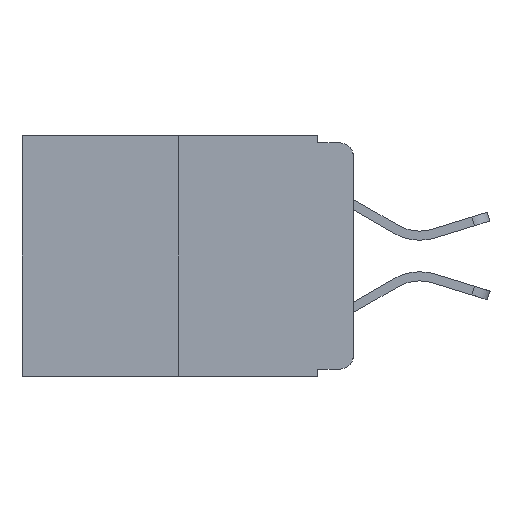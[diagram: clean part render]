
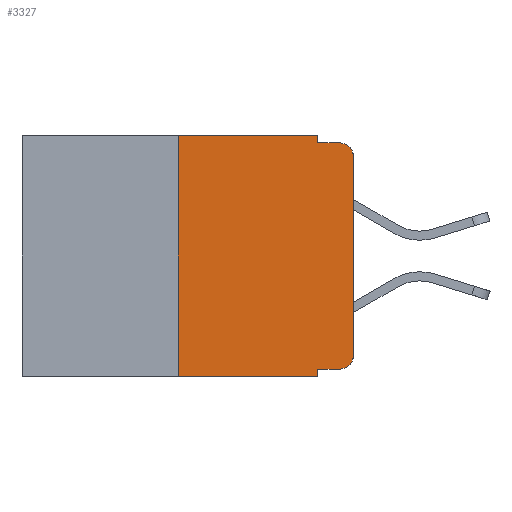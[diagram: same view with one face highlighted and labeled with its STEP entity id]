
A CAD part, left-side view. The second image highlights one B-rep face of the part: STEP entity #3327.
In plain terms, the highlighted planar face has unit normal (-1, 0, 0).
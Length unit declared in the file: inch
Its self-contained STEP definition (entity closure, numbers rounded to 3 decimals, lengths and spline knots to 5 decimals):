
#365 = EDGE_CURVE ( 'NONE', #7645, #11887, #9426, .T. ) ;
#411 = CARTESIAN_POINT ( 'NONE',  ( 0., 0.051, 0. ) ) ;
#500 = AXIS2_PLACEMENT_3D ( 'NONE', #1461, #2387, #12219 ) ;
#599 = CARTESIAN_POINT ( 'NONE',  ( 0., 0.473, -0.343 ) ) ;
#674 = AXIS2_PLACEMENT_3D ( 'NONE', #1530, #10506, #7113 ) ;
#735 = CARTESIAN_POINT ( 'NONE',  ( 0., 0.25, 0. ) ) ;
#916 = LINE ( 'NONE', #9305, #12695 ) ;
#1068 = DIRECTION ( 'NONE',  ( 0., 0., -1. ) ) ;
#1163 = EDGE_CURVE ( 'NONE', #11155, #10849, #7356, .T. ) ;
#1251 = DIRECTION ( 'NONE',  ( 0., -1., 0. ) ) ;
#1461 = CARTESIAN_POINT ( 'NONE',  ( 0., 0.02, -0.313 ) ) ;
#1530 = CARTESIAN_POINT ( 'NONE',  ( 0., 0.02, -0.03 ) ) ;
#1556 = CIRCLE ( 'NONE', #674, 0.02 ) ;
#1625 = CARTESIAN_POINT ( 'NONE',  ( 0., 0., 0. ) ) ;
#1647 = DIRECTION ( 'NONE',  ( 0., -1., 0. ) ) ;
#2263 = ORIENTED_EDGE ( 'NONE', *, *, #2495, .T. ) ;
#2387 = DIRECTION ( 'NONE',  ( -1., 0., 0. ) ) ;
#2394 = EDGE_CURVE ( 'NONE', #10849, #6993, #6490, .T. ) ;
#2495 = EDGE_CURVE ( 'NONE', #11887, #8742, #1556, .T. ) ;
#2736 = FACE_OUTER_BOUND ( 'NONE', #9819, .T. ) ;
#3257 = LINE ( 'NONE', #7410, #12651 ) ;
#3327 = ADVANCED_FACE ( 'NONE', ( #2736 ), #6452, .F. ) ;
#3339 = DIRECTION ( 'NONE',  ( 0., 0., 1. ) ) ;
#3526 = CARTESIAN_POINT ( 'NONE',  ( 0., 0.25, 0. ) ) ;
#4107 = LINE ( 'NONE', #7781, #10631 ) ;
#4240 = VERTEX_POINT ( 'NONE', #6816 ) ;
#4424 = CARTESIAN_POINT ( 'NONE',  ( 0., 0.25, -0.343 ) ) ;
#4429 = CARTESIAN_POINT ( 'NONE',  ( 0., 0.02, -0.01 ) ) ;
#4775 = ORIENTED_EDGE ( 'NONE', *, *, #1163, .F. ) ;
#5095 = ORIENTED_EDGE ( 'NONE', *, *, #365, .T. ) ;
#5321 = VECTOR ( 'NONE', #6108, 39.37008 ) ;
#5428 = CARTESIAN_POINT ( 'NONE',  ( 0., 0.473, 0. ) ) ;
#5682 = ORIENTED_EDGE ( 'NONE', *, *, #2394, .F. ) ;
#5971 = EDGE_CURVE ( 'NONE', #13455, #7672, #7402, .T. ) ;
#6019 = ORIENTED_EDGE ( 'NONE', *, *, #5971, .T. ) ;
#6108 = DIRECTION ( 'NONE',  ( 0., -1., 0. ) ) ;
#6314 = ORIENTED_EDGE ( 'NONE', *, *, #12259, .T. ) ;
#6401 = DIRECTION ( 'NONE',  ( 0., 0., -1. ) ) ;
#6452 = PLANE ( 'NONE',  #13201 ) ;
#6490 = LINE ( 'NONE', #7930, #13438 ) ;
#6533 = VECTOR ( 'NONE', #9326, 39.37008 ) ;
#6816 = CARTESIAN_POINT ( 'NONE',  ( 0., 0.02, -0.333 ) ) ;
#6932 = DIRECTION ( 'NONE',  ( 0., 0., -1. ) ) ;
#6993 = VERTEX_POINT ( 'NONE', #10328 ) ;
#7113 = DIRECTION ( 'NONE',  ( 0., 0., -1. ) ) ;
#7151 = VECTOR ( 'NONE', #3339, 39.37008 ) ;
#7356 = LINE ( 'NONE', #9492, #12951 ) ;
#7402 = LINE ( 'NONE', #599, #5321 ) ;
#7410 = CARTESIAN_POINT ( 'NONE',  ( 0., 0.051, 0. ) ) ;
#7515 = VERTEX_POINT ( 'NONE', #12186 ) ;
#7645 = VERTEX_POINT ( 'NONE', #10669 ) ;
#7672 = VERTEX_POINT ( 'NONE', #11690 ) ;
#7767 = ORIENTED_EDGE ( 'NONE', *, *, #8215, .F. ) ;
#7781 = CARTESIAN_POINT ( 'NONE',  ( 0., 0.051, -0.333 ) ) ;
#7930 = CARTESIAN_POINT ( 'NONE',  ( 0., 0.051, 0. ) ) ;
#8215 = EDGE_CURVE ( 'NONE', #13455, #11155, #13423, .T. ) ;
#8346 = CARTESIAN_POINT ( 'NONE',  ( 0., 0., -0.03 ) ) ;
#8617 = DIRECTION ( 'NONE',  ( 1., 0., 0. ) ) ;
#8742 = VERTEX_POINT ( 'NONE', #4429 ) ;
#9305 = CARTESIAN_POINT ( 'NONE',  ( 0., 0.051, -0.01 ) ) ;
#9326 = DIRECTION ( 'NONE',  ( 0., 0., 1. ) ) ;
#9426 = LINE ( 'NONE', #1625, #6533 ) ;
#9492 = CARTESIAN_POINT ( 'NONE',  ( 0., 0.473, 0. ) ) ;
#9771 = DIRECTION ( 'NONE',  ( 0., -1., 0. ) ) ;
#9805 = ORIENTED_EDGE ( 'NONE', *, *, #13813, .F. ) ;
#9819 = EDGE_LOOP ( 'NONE', ( #5095, #2263, #11885, #5682, #4775, #7767, #6019, #9805, #11147, #6314 ) ) ;
#10328 = CARTESIAN_POINT ( 'NONE',  ( 0., 0.051, -0.01 ) ) ;
#10506 = DIRECTION ( 'NONE',  ( -1., 0., 0. ) ) ;
#10631 = VECTOR ( 'NONE', #9771, 39.37008 ) ;
#10669 = CARTESIAN_POINT ( 'NONE',  ( 0., 0., -0.313 ) ) ;
#10849 = VERTEX_POINT ( 'NONE', #411 ) ;
#11147 = ORIENTED_EDGE ( 'NONE', *, *, #14055, .T. ) ;
#11155 = VERTEX_POINT ( 'NONE', #735 ) ;
#11181 = CIRCLE ( 'NONE', #500, 0.02 ) ;
#11690 = CARTESIAN_POINT ( 'NONE',  ( 0., 0.051, -0.343 ) ) ;
#11885 = ORIENTED_EDGE ( 'NONE', *, *, #12457, .F. ) ;
#11887 = VERTEX_POINT ( 'NONE', #8346 ) ;
#12186 = CARTESIAN_POINT ( 'NONE',  ( 0., 0.051, -0.333 ) ) ;
#12219 = DIRECTION ( 'NONE',  ( 0., 0., -1. ) ) ;
#12259 = EDGE_CURVE ( 'NONE', #4240, #7645, #11181, .T. ) ;
#12457 = EDGE_CURVE ( 'NONE', #6993, #8742, #916, .T. ) ;
#12651 = VECTOR ( 'NONE', #6401, 39.37008 ) ;
#12695 = VECTOR ( 'NONE', #1647, 39.37008 ) ;
#12951 = VECTOR ( 'NONE', #1251, 39.37008 ) ;
#13201 = AXIS2_PLACEMENT_3D ( 'NONE', #5428, #8617, #1068 ) ;
#13423 = LINE ( 'NONE', #3526, #7151 ) ;
#13438 = VECTOR ( 'NONE', #6932, 39.37008 ) ;
#13455 = VERTEX_POINT ( 'NONE', #4424 ) ;
#13813 = EDGE_CURVE ( 'NONE', #7515, #7672, #3257, .T. ) ;
#14055 = EDGE_CURVE ( 'NONE', #7515, #4240, #4107, .T. ) ;
